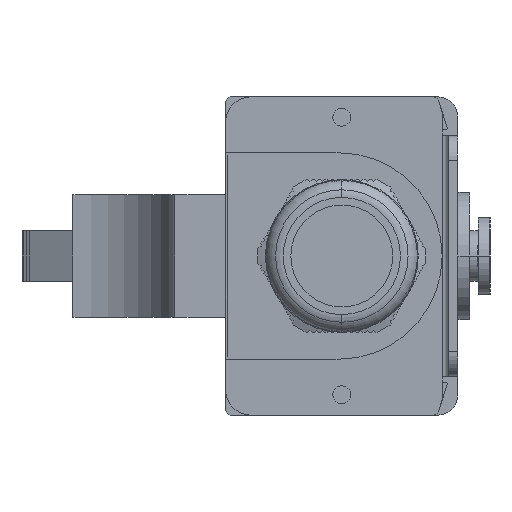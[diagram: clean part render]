
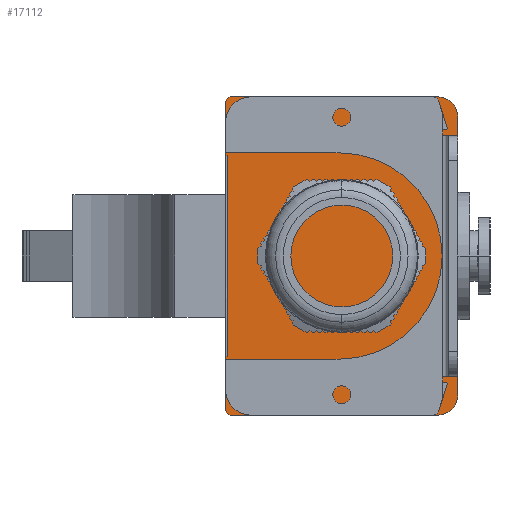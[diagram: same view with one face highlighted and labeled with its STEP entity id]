
A CAD part, left-side view. The second image highlights one B-rep face of the part: STEP entity #17112.
In plain terms, the highlighted planar face has unit normal (-1, 0, 0).
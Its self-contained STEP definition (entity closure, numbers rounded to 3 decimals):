
#1=DIRECTION('',(0.,-1.,0.));
#2=VECTOR('',#1,40.6);
#3=CARTESIAN_POINT('',(0.,44.6,31.25));
#4=LINE('',#3,#2);
#5=CARTESIAN_POINT('',(0.,4.,27.25));
#6=DIRECTION('',(1.,0.,0.));
#7=DIRECTION('',(0.,0.,1.));
#8=AXIS2_PLACEMENT_3D('',#5,#6,#7);
#10=DIRECTION('',(0.,0.,-1.));
#11=VECTOR('',#10,54.5);
#12=CARTESIAN_POINT('',(0.,0.,27.25));
#13=LINE('',#12,#11);
#14=CARTESIAN_POINT('',(0.,4.,-27.25));
#15=DIRECTION('',(1.,0.,0.));
#16=DIRECTION('',(0.,-1.,0.));
#17=AXIS2_PLACEMENT_3D('',#14,#15,#16);
#19=DIRECTION('',(0.,1.,0.));
#20=VECTOR('',#19,40.6);
#21=CARTESIAN_POINT('',(0.,4.,-31.25));
#22=LINE('',#21,#20);
#23=DIRECTION('',(0.,0.,1.));
#24=VECTOR('',#23,10.6);
#25=CARTESIAN_POINT('',(0.,45.6,-30.25));
#26=LINE('',#25,#24);
#27=DIRECTION('',(0.,-1.,0.));
#28=VECTOR('',#27,0.3);
#29=CARTESIAN_POINT('',(0.,45.6,-19.65));
#30=LINE('',#29,#28);
#31=DIRECTION('',(0.,0.,-1.));
#32=VECTOR('',#31,39.3);
#33=CARTESIAN_POINT('',(0.,45.3,19.65));
#34=LINE('',#33,#32);
#35=DIRECTION('',(0.,-1.,0.));
#36=VECTOR('',#35,0.3);
#37=CARTESIAN_POINT('',(0.,45.6,19.65));
#38=LINE('',#37,#36);
#39=DIRECTION('',(0.,0.,1.));
#40=VECTOR('',#39,10.6);
#41=CARTESIAN_POINT('',(0.,45.6,19.65));
#42=LINE('',#41,#40);
#56=CARTESIAN_POINT('',(0.,44.6,30.25));
#57=DIRECTION('',(-1.,0.,0.));
#58=DIRECTION('',(0.,0.,1.));
#59=AXIS2_PLACEMENT_3D('',#56,#57,#58);
#11974=CARTESIAN_POINT('',(0.,44.6,-30.25));
#11975=DIRECTION('',(-1.,0.,0.));
#11976=DIRECTION('',(0.,1.,0.));
#11977=AXIS2_PLACEMENT_3D('',#11974,#11975,#11976);
#13158=CARTESIAN_POINT('',(0.,4.,31.25));
#13159=CARTESIAN_POINT('',(0.,0.,27.25));
#13160=VERTEX_POINT('',#13158);
#13161=VERTEX_POINT('',#13159);
#13162=CARTESIAN_POINT('',(0.,0.,-27.25));
#13163=VERTEX_POINT('',#13162);
#13164=CARTESIAN_POINT('',(0.,4.,-31.25));
#13165=VERTEX_POINT('',#13164);
#13178=CARTESIAN_POINT('',(0.,45.3,19.65));
#13179=CARTESIAN_POINT('',(0.,45.3,-19.65));
#13180=VERTEX_POINT('',#13178);
#13181=VERTEX_POINT('',#13179);
#13182=CARTESIAN_POINT('',(0.,45.6,19.65));
#13183=VERTEX_POINT('',#13182);
#13184=CARTESIAN_POINT('',(0.,45.6,-19.65));
#13185=VERTEX_POINT('',#13184);
#17034=CARTESIAN_POINT('',(0.,45.6,30.25));
#17036=VERTEX_POINT('',#17034);
#17039=CARTESIAN_POINT('',(0.,44.6,31.25));
#17040=VERTEX_POINT('',#17039);
#17042=CARTESIAN_POINT('',(0.,44.6,-31.25));
#17044=VERTEX_POINT('',#17042);
#17047=CARTESIAN_POINT('',(0.,45.6,-30.25));
#17048=VERTEX_POINT('',#17047);
#17081=CARTESIAN_POINT('',(0.,0.,0.));
#17082=DIRECTION('',(1.,0.,0.));
#17083=DIRECTION('',(0.,0.,-1.));
#17084=AXIS2_PLACEMENT_3D('',#17081,#17082,#17083);
#17085=PLANE('',#17084);
#17087=ORIENTED_EDGE('',*,*,#17086,.F.);
#17089=ORIENTED_EDGE('',*,*,#17088,.T.);
#17091=ORIENTED_EDGE('',*,*,#17090,.T.);
#17093=ORIENTED_EDGE('',*,*,#17092,.T.);
#17095=ORIENTED_EDGE('',*,*,#17094,.T.);
#17097=ORIENTED_EDGE('',*,*,#17096,.T.);
#17099=ORIENTED_EDGE('',*,*,#17098,.F.);
#17101=ORIENTED_EDGE('',*,*,#17100,.T.);
#17103=ORIENTED_EDGE('',*,*,#17102,.T.);
#17105=ORIENTED_EDGE('',*,*,#17104,.F.);
#17107=ORIENTED_EDGE('',*,*,#17106,.F.);
#17109=ORIENTED_EDGE('',*,*,#17108,.T.);
#17110=EDGE_LOOP('',(#17087,#17089,#17091,#17093,#17095,#17097,#17099,#17101,
#17103,#17105,#17107,#17109));
#17111=FACE_OUTER_BOUND('',#17110,.F.);
#17112=ADVANCED_FACE('',(#17111),#17085,.F.);
#9=CIRCLE('',#8,4.);
#18=CIRCLE('',#17,4.);
#60=CIRCLE('',#59,1.);
#11978=CIRCLE('',#11977,1.);
#17086=EDGE_CURVE('',#17040,#17036,#60,.T.);
#17088=EDGE_CURVE('',#17040,#13160,#4,.T.);
#17090=EDGE_CURVE('',#13160,#13161,#9,.T.);
#17092=EDGE_CURVE('',#13161,#13163,#13,.T.);
#17094=EDGE_CURVE('',#13163,#13165,#18,.T.);
#17096=EDGE_CURVE('',#13165,#17044,#22,.T.);
#17098=EDGE_CURVE('',#17048,#17044,#11978,.T.);
#17100=EDGE_CURVE('',#17048,#13185,#26,.T.);
#17102=EDGE_CURVE('',#13185,#13181,#30,.T.);
#17104=EDGE_CURVE('',#13180,#13181,#34,.T.);
#17106=EDGE_CURVE('',#13183,#13180,#38,.T.);
#17108=EDGE_CURVE('',#13183,#17036,#42,.T.);
